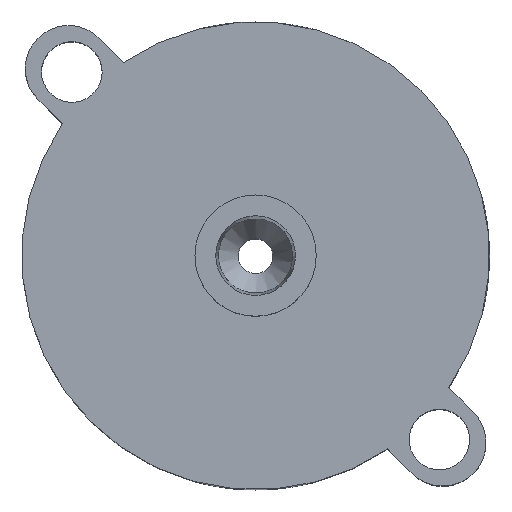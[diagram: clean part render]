
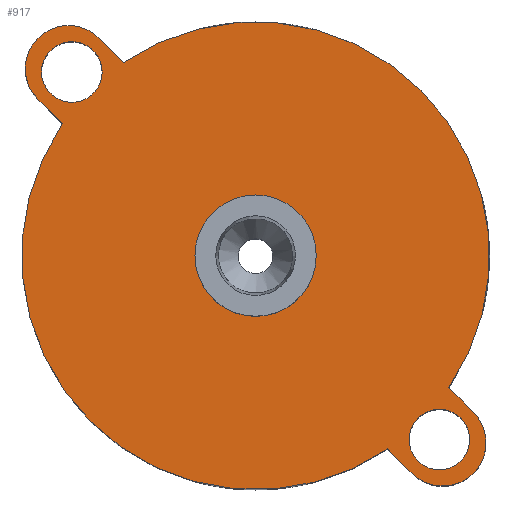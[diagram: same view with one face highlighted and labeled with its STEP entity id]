
A CAD part, top view. The second image highlights one B-rep face of the part: STEP entity #917.
In plain terms, the highlighted planar face has unit normal (0, 0, 1).
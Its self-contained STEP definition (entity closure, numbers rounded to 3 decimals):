
#66=FACE_BOUND('',#162,.T.);
#67=FACE_BOUND('',#163,.T.);
#68=FACE_BOUND('',#164,.T.);
#96=FACE_OUTER_BOUND('',#161,.T.);
#161=EDGE_LOOP('',(#633,#634,#635,#636,#637,#638,#639,#640));
#162=EDGE_LOOP('',(#641));
#163=EDGE_LOOP('',(#642));
#164=EDGE_LOOP('',(#643));
#256=LINE('',#1456,#303);
#257=LINE('',#1460,#304);
#258=LINE('',#1464,#305);
#259=LINE('',#1467,#306);
#303=VECTOR('',#1137,10.);
#304=VECTOR('',#1140,10.);
#305=VECTOR('',#1143,10.);
#306=VECTOR('',#1146,10.);
#350=CIRCLE('',#997,2.5);
#351=CIRCLE('',#998,13.5);
#352=CIRCLE('',#999,2.5);
#353=CIRCLE('',#1000,13.5);
#354=CIRCLE('',#1001,3.5);
#355=CIRCLE('',#1002,1.75);
#356=CIRCLE('',#1003,1.75);
#420=VERTEX_POINT('',#1452);
#421=VERTEX_POINT('',#1453);
#422=VERTEX_POINT('',#1455);
#423=VERTEX_POINT('',#1457);
#424=VERTEX_POINT('',#1459);
#425=VERTEX_POINT('',#1461);
#426=VERTEX_POINT('',#1463);
#427=VERTEX_POINT('',#1465);
#428=VERTEX_POINT('',#1468);
#429=VERTEX_POINT('',#1470);
#430=VERTEX_POINT('',#1472);
#504=EDGE_CURVE('',#420,#421,#350,.T.);
#505=EDGE_CURVE('',#420,#422,#256,.T.);
#506=EDGE_CURVE('',#422,#423,#351,.T.);
#507=EDGE_CURVE('',#424,#423,#257,.T.);
#508=EDGE_CURVE('',#425,#424,#352,.T.);
#509=EDGE_CURVE('',#426,#425,#258,.T.);
#510=EDGE_CURVE('',#426,#427,#353,.T.);
#511=EDGE_CURVE('',#427,#421,#259,.T.);
#512=EDGE_CURVE('',#428,#428,#354,.T.);
#513=EDGE_CURVE('',#429,#429,#355,.T.);
#514=EDGE_CURVE('',#430,#430,#356,.T.);
#633=ORIENTED_EDGE('',*,*,#504,.F.);
#634=ORIENTED_EDGE('',*,*,#505,.T.);
#635=ORIENTED_EDGE('',*,*,#506,.T.);
#636=ORIENTED_EDGE('',*,*,#507,.F.);
#637=ORIENTED_EDGE('',*,*,#508,.F.);
#638=ORIENTED_EDGE('',*,*,#509,.F.);
#639=ORIENTED_EDGE('',*,*,#510,.T.);
#640=ORIENTED_EDGE('',*,*,#511,.T.);
#641=ORIENTED_EDGE('',*,*,#512,.T.);
#642=ORIENTED_EDGE('',*,*,#513,.T.);
#643=ORIENTED_EDGE('',*,*,#514,.T.);
#891=PLANE('',#996);
#917=ADVANCED_FACE('',(#96,#66,#67,#68),#891,.T.);
#996=AXIS2_PLACEMENT_3D('',#1451,#1133,#1134);
#997=AXIS2_PLACEMENT_3D('',#1454,#1135,#1136);
#998=AXIS2_PLACEMENT_3D('',#1458,#1138,#1139);
#999=AXIS2_PLACEMENT_3D('',#1462,#1141,#1142);
#1000=AXIS2_PLACEMENT_3D('',#1466,#1144,#1145);
#1001=AXIS2_PLACEMENT_3D('',#1469,#1147,#1148);
#1002=AXIS2_PLACEMENT_3D('',#1471,#1149,#1150);
#1003=AXIS2_PLACEMENT_3D('',#1473,#1151,#1152);
#1133=DIRECTION('center_axis',(0.,0.,1.));
#1134=DIRECTION('ref_axis',(1.,0.,0.));
#1135=DIRECTION('center_axis',(0.,0.,-1.));
#1136=DIRECTION('ref_axis',(0.,-1.,0.));
#1137=DIRECTION('',(-0.707,0.707,0.));
#1138=DIRECTION('center_axis',(0.,0.,1.));
#1139=DIRECTION('ref_axis',(1.,0.,0.));
#1140=DIRECTION('',(0.707,-0.707,0.));
#1141=DIRECTION('center_axis',(0.,0.,-1.));
#1142=DIRECTION('ref_axis',(0.,1.,0.));
#1143=DIRECTION('',(-0.707,0.707,0.));
#1144=DIRECTION('center_axis',(0.,0.,1.));
#1145=DIRECTION('ref_axis',(1.,0.,0.));
#1146=DIRECTION('',(0.707,-0.707,0.));
#1147=DIRECTION('center_axis',(0.,0.,-1.));
#1148=DIRECTION('ref_axis',(1.,0.,0.));
#1149=DIRECTION('center_axis',(0.,0.,-1.));
#1150=DIRECTION('ref_axis',(-1.,0.,0.));
#1151=DIRECTION('center_axis',(0.,0.,-1.));
#1152=DIRECTION('ref_axis',(-1.,0.,0.));
#1451=CARTESIAN_POINT('Origin',(0.,0.,7.));
#1452=CARTESIAN_POINT('',(12.563,-9.027,7.));
#1453=CARTESIAN_POINT('',(9.027,-12.563,7.));
#1454=CARTESIAN_POINT('Origin',(10.795,-10.795,7.));
#1455=CARTESIAN_POINT('',(11.149,-7.613,7.));
#1456=CARTESIAN_POINT('',(14.331,-10.795,7.));
#1457=CARTESIAN_POINT('',(-7.613,11.149,7.));
#1458=CARTESIAN_POINT('Origin',(0.,0.,7.));
#1459=CARTESIAN_POINT('',(-9.027,12.563,7.));
#1460=CARTESIAN_POINT('',(-10.795,14.331,7.));
#1461=CARTESIAN_POINT('',(-12.563,9.027,7.));
#1462=CARTESIAN_POINT('Origin',(-10.795,10.795,7.));
#1463=CARTESIAN_POINT('',(-11.149,7.613,7.));
#1464=CARTESIAN_POINT('',(-11.149,7.613,7.));
#1465=CARTESIAN_POINT('',(7.613,-11.149,7.));
#1466=CARTESIAN_POINT('Origin',(0.,0.,7.));
#1467=CARTESIAN_POINT('',(7.613,-11.149,7.));
#1468=CARTESIAN_POINT('',(-3.5,0.,7.));
#1469=CARTESIAN_POINT('Origin',(0.,0.,7.));
#1470=CARTESIAN_POINT('',(12.357,-10.607,7.));
#1471=CARTESIAN_POINT('Origin',(10.607,-10.607,7.));
#1472=CARTESIAN_POINT('',(-8.857,10.607,7.));
#1473=CARTESIAN_POINT('Origin',(-10.607,10.607,7.));
